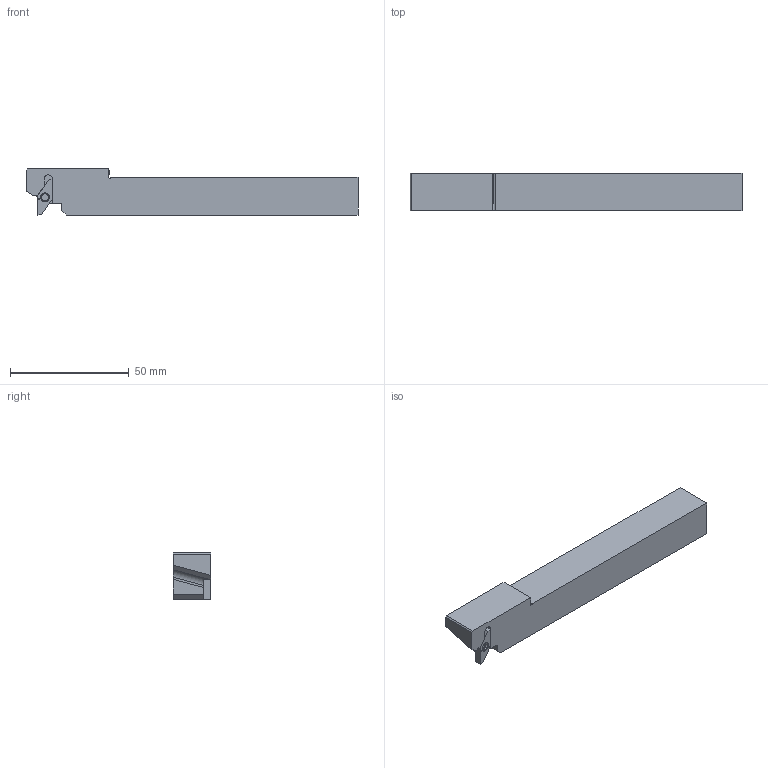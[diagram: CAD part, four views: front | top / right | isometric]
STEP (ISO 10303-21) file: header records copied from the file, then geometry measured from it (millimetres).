
FILE_DESCRIPTION (( 'STEP AP203' ), '1' );
FILE_NAME ('CUT-753-12.step', '2017-02-14T16:58:00', ( 'e00158' ), ( 'Microsoft' ), 'SwSTEP 2.0', 'SolidWorks 2016', '' );
FILE_SCHEMA (( 'CONFIG_CONTROL_DESIGN' ));
Length unit declared in the file: millimetre
Products named in the file (3): CUT-753_Kunde_12; CUT-753_Platte_10006; CUT-753-12
Assembly tree (2 placements, depth 2):
  CUT-753-12
    CUT-753_Kunde_12
    CUT-753_Platte_10006
Bounding box: 140 x 15.88 x 19.5 mm (x, y, z)
Volume: 35403 mm3; surface area: 9755.3 mm2
Topology: 2 solids, 2 shells, 69 faces, 175 edges, 112 vertices
Faces by surface type: plane 44, cylinder 11, torus 10, cone 4
Entity records: 2369 total; most frequent: CARTESIAN_POINT 385, DIRECTION 357, ORIENTED_EDGE 350, EDGE_CURVE 175, LINE 125, VECTOR 125, AXIS2_PLACEMENT_3D 116, VERTEX_POINT 112
